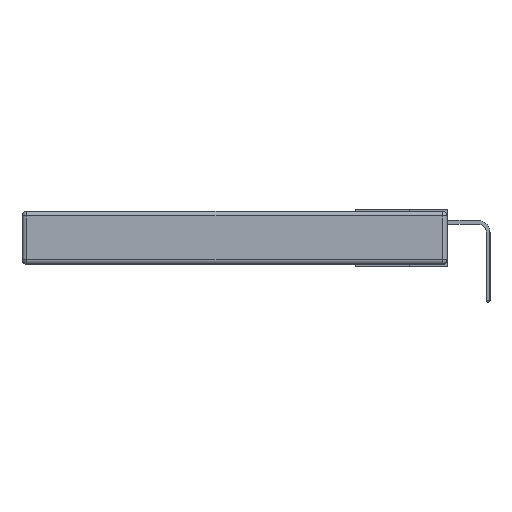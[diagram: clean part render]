
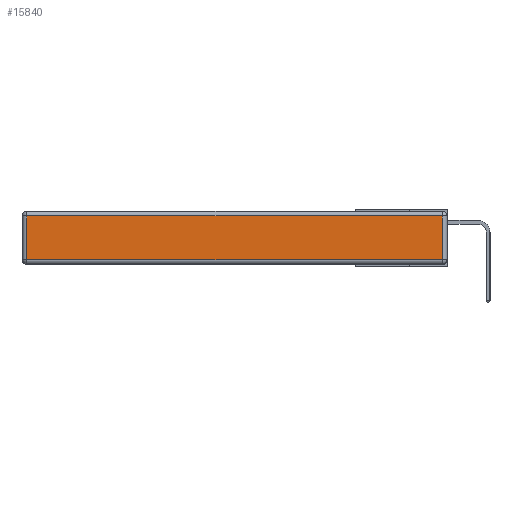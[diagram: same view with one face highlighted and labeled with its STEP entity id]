
A CAD part, left-side view. The second image highlights one B-rep face of the part: STEP entity #15840.
In plain terms, the highlighted planar face has unit normal (-1, 0, 0).
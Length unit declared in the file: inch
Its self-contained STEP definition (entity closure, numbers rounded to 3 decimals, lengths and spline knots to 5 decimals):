
#39 = CARTESIAN_POINT ( 'NONE',  ( 0., 2.72, -0.313 ) ) ;
#870 = CARTESIAN_POINT ( 'NONE',  ( 0., 2.72, -0.343 ) ) ;
#984 = DIRECTION ( 'NONE',  ( 0., 0., -1. ) ) ;
#1117 = PLANE ( 'NONE',  #2965 ) ;
#2117 = VECTOR ( 'NONE', #16847, 39.37008 ) ;
#2862 = LINE ( 'NONE', #18421, #28974 ) ;
#2888 = FACE_OUTER_BOUND ( 'NONE', #23545, .T. ) ;
#2965 = AXIS2_PLACEMENT_3D ( 'NONE', #18697, #18918, #3495 ) ;
#3495 = DIRECTION ( 'NONE',  ( 0., 0., 1. ) ) ;
#5534 = DIRECTION ( 'NONE',  ( 0., -1., 0. ) ) ;
#8956 = VERTEX_POINT ( 'NONE', #12747 ) ;
#10280 = ORIENTED_EDGE ( 'NONE', *, *, #19090, .T. ) ;
#10787 = CARTESIAN_POINT ( 'NONE',  ( 0., 0., -0.313 ) ) ;
#11259 = LINE ( 'NONE', #870, #14843 ) ;
#11774 = VERTEX_POINT ( 'NONE', #20093 ) ;
#11988 = ORIENTED_EDGE ( 'NONE', *, *, #16481, .T. ) ;
#12747 = CARTESIAN_POINT ( 'NONE',  ( 0., 0.03, -0.313 ) ) ;
#13312 = CARTESIAN_POINT ( 'NONE',  ( 0., 2.75, -0.03 ) ) ;
#13680 = LINE ( 'NONE', #13312, #2117 ) ;
#14421 = CARTESIAN_POINT ( 'NONE',  ( 0., 0.03, -0.03 ) ) ;
#14510 = VECTOR ( 'NONE', #5534, 39.37008 ) ;
#14843 = VECTOR ( 'NONE', #984, 39.37008 ) ;
#15840 = ADVANCED_FACE ( 'NONE', ( #2888 ), #1117, .T. ) ;
#16481 = EDGE_CURVE ( 'NONE', #27376, #11774, #13680, .T. ) ;
#16847 = DIRECTION ( 'NONE',  ( 0., 1., 0. ) ) ;
#17563 = DIRECTION ( 'NONE',  ( 0., 0., 1. ) ) ;
#17903 = EDGE_CURVE ( 'NONE', #23914, #8956, #31848, .T. ) ;
#18403 = ORIENTED_EDGE ( 'NONE', *, *, #17903, .T. ) ;
#18421 = CARTESIAN_POINT ( 'NONE',  ( 0., 0.03, -0.343 ) ) ;
#18697 = CARTESIAN_POINT ( 'NONE',  ( 0., 0., -0.343 ) ) ;
#18918 = DIRECTION ( 'NONE',  ( -1., 0., 0. ) ) ;
#19090 = EDGE_CURVE ( 'NONE', #8956, #27376, #2862, .T. ) ;
#20093 = CARTESIAN_POINT ( 'NONE',  ( 0., 2.72, -0.03 ) ) ;
#23545 = EDGE_LOOP ( 'NONE', ( #18403, #10280, #11988, #26751 ) ) ;
#23914 = VERTEX_POINT ( 'NONE', #39 ) ;
#25524 = EDGE_CURVE ( 'NONE', #11774, #23914, #11259, .T. ) ;
#26751 = ORIENTED_EDGE ( 'NONE', *, *, #25524, .T. ) ;
#27376 = VERTEX_POINT ( 'NONE', #14421 ) ;
#28974 = VECTOR ( 'NONE', #17563, 39.37008 ) ;
#31848 = LINE ( 'NONE', #10787, #14510 ) ;
